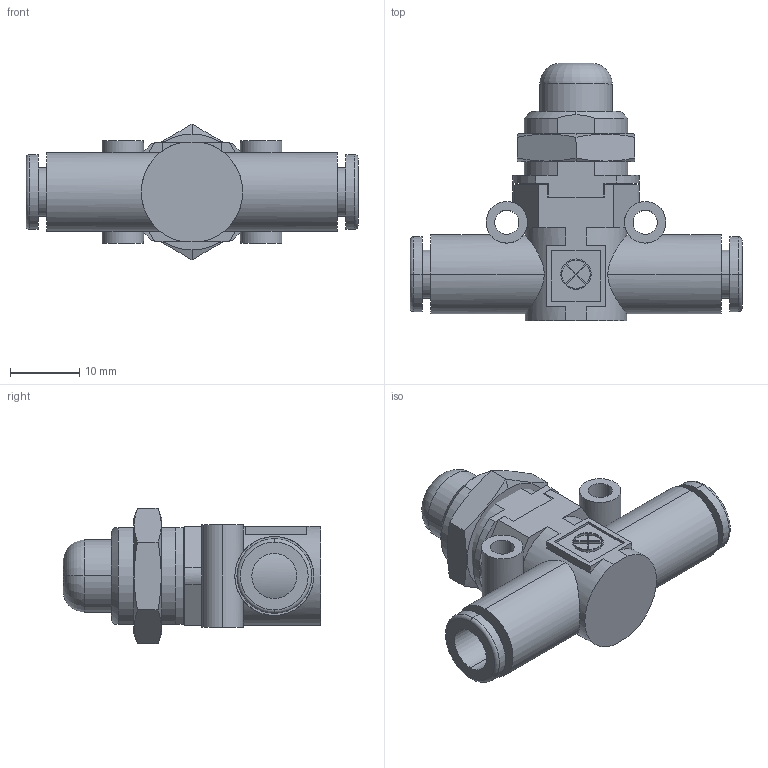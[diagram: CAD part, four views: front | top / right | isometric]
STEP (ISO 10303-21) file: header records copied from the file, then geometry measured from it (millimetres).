
FILE_DESCRIPTION (( 'STEP AP203' ), '1' );
FILE_NAME ('PMU14A.step', '2016-02-15T19:54:29', ( '' ), ( '' ), 'SwSTEP 2.0', 'SolidWorks 2015', '' );
FILE_SCHEMA (( 'CONFIG_CONTROL_DESIGN' ));
Length unit declared in the file: millimetre
Products named in the file (1): PMU14A
Bounding box: 48 x 37.2 x 19.63 mm (x, y, z)
Volume: 8073.1 mm3; surface area: 8048.4 mm2
Topology: 7 solids, 7 shells, 175 faces, 417 edges, 268 vertices
Faces by surface type: plane 84, cylinder 59, torus 22, cone 8, bspline 2
Entity records: 5698 total; most frequent: CARTESIAN_POINT 1509, DIRECTION 881, ORIENTED_EDGE 826, EDGE_CURVE 413, AXIS2_PLACEMENT_3D 336, VERTEX_POINT 268, LINE 209, VECTOR 209
